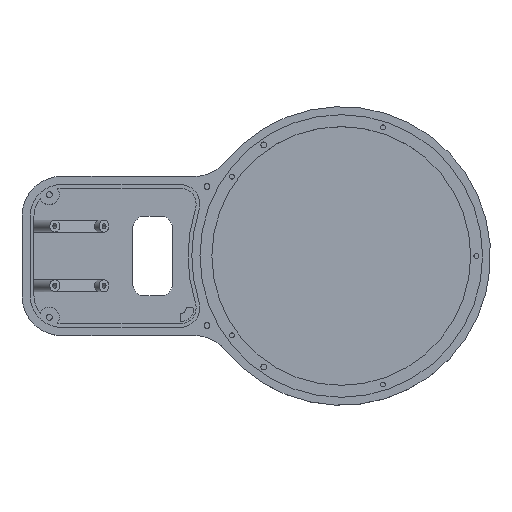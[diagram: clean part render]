
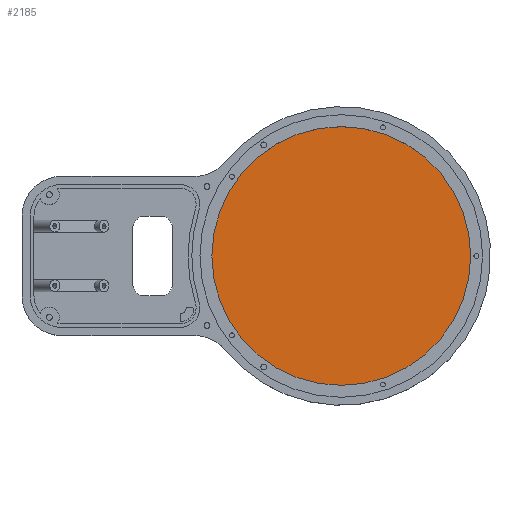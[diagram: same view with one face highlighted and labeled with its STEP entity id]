
A CAD part, top view. The second image highlights one B-rep face of the part: STEP entity #2185.
In plain terms, the highlighted planar face has unit normal (0, 0, 1).
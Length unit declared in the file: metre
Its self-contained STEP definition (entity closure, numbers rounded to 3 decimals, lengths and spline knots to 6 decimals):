
#158=CIRCLE('',#2404,0.065);
#420=ORIENTED_EDGE('',*,*,#974,.T.);
#974=EDGE_CURVE('',#1262,#1262,#158,.T.);
#1262=VERTEX_POINT('',#3625);
#1723=EDGE_LOOP('',(#420));
#1932=FACE_BOUND('',#1723,.T.);
#2098=PLANE('',#2435);
#2185=ADVANCED_FACE('',(#1932),#2098,.F.);
#2404=AXIS2_PLACEMENT_3D('',#3624,#2840,#2841);
#2435=AXIS2_PLACEMENT_3D('',#3698,#2911,#2912);
#2840=DIRECTION('',(0.,0.,1.));
#2841=DIRECTION('',(1.,0.,0.));
#2911=DIRECTION('',(0.,0.,-1.));
#2912=DIRECTION('',(-1.,0.,0.));
#3624=CARTESIAN_POINT('',(0.,0.,-0.005));
#3625=CARTESIAN_POINT('',(0.065,0.,-0.005));
#3698=CARTESIAN_POINT('',(-0.0325,0.,-0.005));
